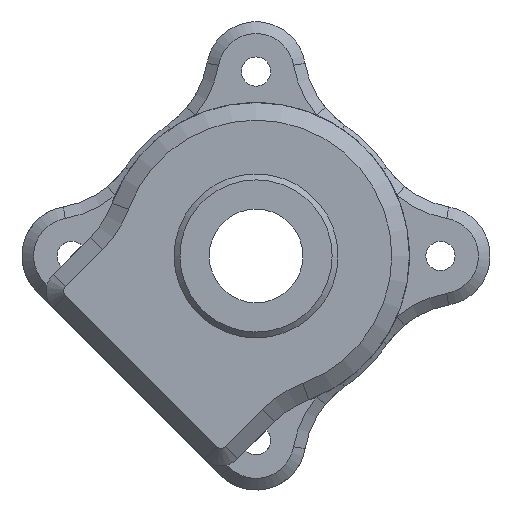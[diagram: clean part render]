
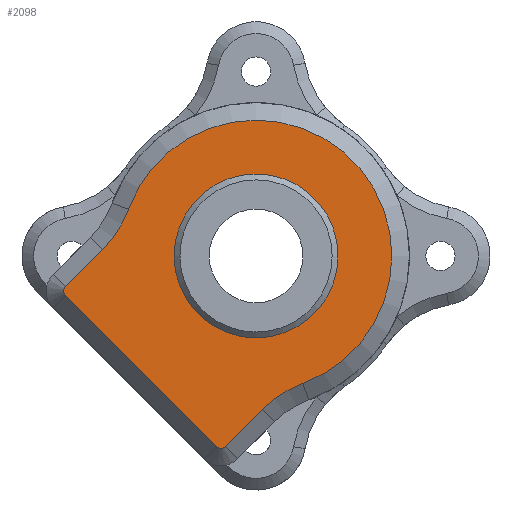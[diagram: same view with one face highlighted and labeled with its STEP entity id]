
A CAD part, front view. The second image highlights one B-rep face of the part: STEP entity #2098.
In plain terms, the highlighted planar face has unit normal (0, -1, 0).
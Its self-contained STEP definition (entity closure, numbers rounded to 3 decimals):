
#60=FACE_BOUND('',#378,.T.);
#82=PLANE('',#2355);
#225=FACE_OUTER_BOUND('',#377,.T.);
#377=EDGE_LOOP('',(#1739,#1740,#1741,#1742,#1743,#1744,#1745,#1746));
#378=EDGE_LOOP('',(#1747));
#537=CIRCLE('',#2320,7.);
#540=CIRCLE('',#2325,11.6);
#542=CIRCLE('',#2328,9.5);
#544=CIRCLE('',#2332,0.5);
#546=CIRCLE('',#2336,0.5);
#548=CIRCLE('',#2340,9.5);
#662=LINE('',#3510,#799);
#666=LINE('',#3522,#803);
#670=LINE('',#3534,#807);
#799=VECTOR('',#2862,10.);
#803=VECTOR('',#2874,10.);
#807=VECTOR('',#2886,10.);
#977=VERTEX_POINT('',#3484);
#979=VERTEX_POINT('',#3491);
#982=VERTEX_POINT('',#3496);
#983=VERTEX_POINT('',#3500);
#985=VERTEX_POINT('',#3506);
#987=VERTEX_POINT('',#3512);
#989=VERTEX_POINT('',#3518);
#991=VERTEX_POINT('',#3524);
#993=VERTEX_POINT('',#3530);
#1222=EDGE_CURVE('',#977,#977,#537,.T.);
#1227=EDGE_CURVE('',#982,#979,#540,.T.);
#1230=EDGE_CURVE('',#979,#983,#542,.T.);
#1233=EDGE_CURVE('',#983,#985,#662,.T.);
#1236=EDGE_CURVE('',#985,#987,#544,.T.);
#1239=EDGE_CURVE('',#987,#989,#666,.T.);
#1242=EDGE_CURVE('',#989,#991,#546,.T.);
#1245=EDGE_CURVE('',#991,#993,#670,.T.);
#1247=EDGE_CURVE('',#993,#982,#548,.T.);
#1739=ORIENTED_EDGE('',*,*,#1227,.F.);
#1740=ORIENTED_EDGE('',*,*,#1247,.F.);
#1741=ORIENTED_EDGE('',*,*,#1245,.F.);
#1742=ORIENTED_EDGE('',*,*,#1242,.F.);
#1743=ORIENTED_EDGE('',*,*,#1239,.F.);
#1744=ORIENTED_EDGE('',*,*,#1236,.F.);
#1745=ORIENTED_EDGE('',*,*,#1233,.F.);
#1746=ORIENTED_EDGE('',*,*,#1230,.F.);
#1747=ORIENTED_EDGE('',*,*,#1222,.F.);
#2098=ADVANCED_FACE('',(#225,#60),#82,.T.);
#2320=AXIS2_PLACEMENT_3D('',#3486,#2837,#2838);
#2325=AXIS2_PLACEMENT_3D('',#3498,#2849,#2850);
#2328=AXIS2_PLACEMENT_3D('',#3504,#2856,#2857);
#2332=AXIS2_PLACEMENT_3D('',#3516,#2868,#2869);
#2336=AXIS2_PLACEMENT_3D('',#3528,#2880,#2881);
#2340=AXIS2_PLACEMENT_3D('',#3537,#2891,#2892);
#2355=AXIS2_PLACEMENT_3D('',#3718,#2929,#2930);
#2837=DIRECTION('center_axis',(0.,-1.,0.));
#2838=DIRECTION('ref_axis',(1.,0.,0.));
#2849=DIRECTION('center_axis',(0.,1.,0.));
#2850=DIRECTION('ref_axis',(1.,0.,0.));
#2856=DIRECTION('center_axis',(0.,-1.,0.));
#2857=DIRECTION('ref_axis',(-0.538,0.,0.843));
#2862=DIRECTION('',(-0.707,0.,-0.707));
#2868=DIRECTION('center_axis',(0.,1.,0.));
#2869=DIRECTION('ref_axis',(0.,0.,-1.));
#2874=DIRECTION('',(-0.707,0.,0.707));
#2880=DIRECTION('center_axis',(0.,1.,0.));
#2881=DIRECTION('ref_axis',(-1.,0.,0.));
#2886=DIRECTION('',(0.707,0.,0.707));
#2891=DIRECTION('center_axis',(0.,-1.,0.));
#2892=DIRECTION('ref_axis',(0.843,0.,-0.538));
#2929=DIRECTION('center_axis',(0.,-1.,0.));
#2930=DIRECTION('ref_axis',(1.,0.,0.));
#3484=CARTESIAN_POINT('',(-29.85,94.869,-21.167));
#3486=CARTESIAN_POINT('Origin',(-22.85,94.869,-21.167));
#3491=CARTESIAN_POINT('',(-18.866,94.869,-32.061));
#3496=CARTESIAN_POINT('',(-33.744,94.869,-17.182));
#3498=CARTESIAN_POINT('Origin',(-22.85,94.869,-21.167));
#3500=CARTESIAN_POINT('',(-22.32,94.869,-34.265));
#3504=CARTESIAN_POINT('Origin',(-15.603,94.869,-40.983));
#3506=CARTESIAN_POINT('',(-25.502,94.869,-37.447));
#3510=CARTESIAN_POINT('',(-21.476,94.869,-33.421));
#3512=CARTESIAN_POINT('',(-26.209,94.869,-37.447));
#3516=CARTESIAN_POINT('Origin',(-25.855,94.869,-37.093));
#3518=CARTESIAN_POINT('',(-39.13,94.869,-24.525));
#3522=CARTESIAN_POINT('',(-36.607,94.869,-27.049));
#3524=CARTESIAN_POINT('',(-39.13,94.869,-23.818));
#3528=CARTESIAN_POINT('Origin',(-38.777,94.869,-24.172));
#3530=CARTESIAN_POINT('',(-35.949,94.869,-20.637));
#3534=CARTESIAN_POINT('',(-32.362,94.869,-17.05));
#3537=CARTESIAN_POINT('Origin',(-42.666,94.869,-13.919));
#3718=CARTESIAN_POINT('Origin',(-22.85,94.869,-21.167));
